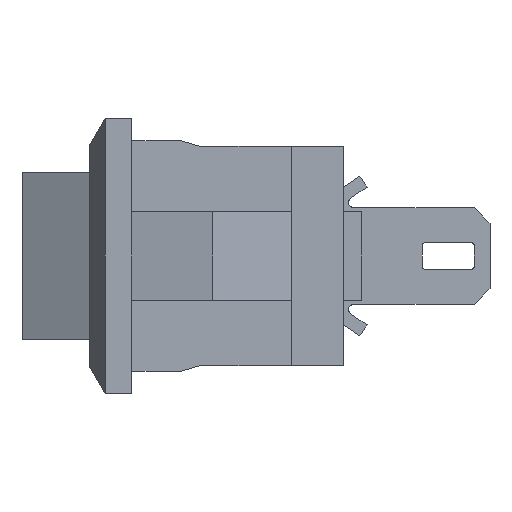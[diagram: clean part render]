
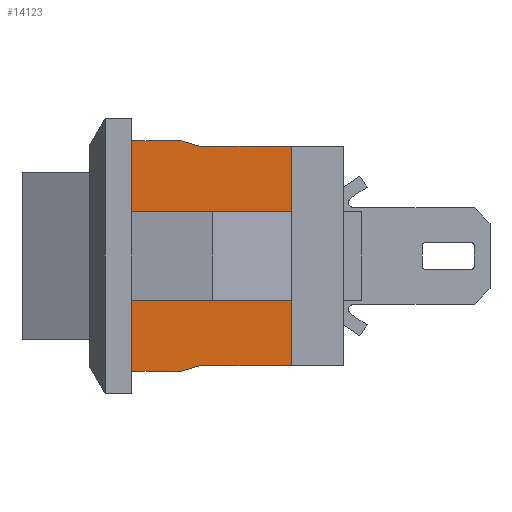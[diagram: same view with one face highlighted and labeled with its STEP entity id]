
A CAD part, left-side view. The second image highlights one B-rep face of the part: STEP entity #14123.
In plain terms, the highlighted planar face has unit normal (-1, 0, 0).
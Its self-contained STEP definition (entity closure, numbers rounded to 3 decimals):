
#34 = CARTESIAN_POINT ( 'NONE',  ( -6., -1.9, -4.4 ) ) ;
#259 = DIRECTION ( 'NONE',  ( 0., 1., 0. ) ) ;
#550 = ORIENTED_EDGE ( 'NONE', *, *, #13124, .T. ) ;
#1315 = PLANE ( 'NONE',  #3142 ) ;
#1719 = DIRECTION ( 'NONE',  ( 0., 0., -1. ) ) ;
#2139 = LINE ( 'NONE', #17286, #9465 ) ;
#2144 = VECTOR ( 'NONE', #16900, 1000. ) ;
#2347 = CARTESIAN_POINT ( 'NONE',  ( -6., -1.9, 4.4 ) ) ;
#2530 = ORIENTED_EDGE ( 'NONE', *, *, #12294, .T. ) ;
#2692 = DIRECTION ( 'NONE',  ( 0., 0., -1. ) ) ;
#3142 = AXIS2_PLACEMENT_3D ( 'NONE', #5332, #10890, #2692 ) ;
#3169 = CARTESIAN_POINT ( 'NONE',  ( -6., -6.1, -1.7 ) ) ;
#3273 = VECTOR ( 'NONE', #1719, 1000. ) ;
#3425 = LINE ( 'NONE', #9854, #17532 ) ;
#3466 = VECTOR ( 'NONE', #11804, 1000. ) ;
#3478 = EDGE_CURVE ( 'NONE', #4818, #12071, #3778, .T. ) ;
#3606 = CARTESIAN_POINT ( 'NONE',  ( -6., -6.1, -1.7 ) ) ;
#3778 = LINE ( 'NONE', #7626, #15512 ) ;
#3910 = LINE ( 'NONE', #14455, #3466 ) ;
#3988 = VERTEX_POINT ( 'NONE', #15340 ) ;
#3994 = ORIENTED_EDGE ( 'NONE', *, *, #3478, .T. ) ;
#3997 = CARTESIAN_POINT ( 'NONE',  ( -6., 0., -4.4 ) ) ;
#4316 = LINE ( 'NONE', #3606, #15177 ) ;
#4629 = ORIENTED_EDGE ( 'NONE', *, *, #5846, .F. ) ;
#4789 = VECTOR ( 'NONE', #5027, 1000. ) ;
#4818 = VERTEX_POINT ( 'NONE', #14543 ) ;
#4994 = DIRECTION ( 'NONE',  ( 0., 0., 1. ) ) ;
#5027 = DIRECTION ( 'NONE',  ( 0., 0., -1. ) ) ;
#5332 = CARTESIAN_POINT ( 'NONE',  ( -6., -8.1, -4.2 ) ) ;
#5846 = EDGE_CURVE ( 'NONE', #6203, #6578, #15645, .T. ) ;
#5981 = VERTEX_POINT ( 'NONE', #6601 ) ;
#5994 = FACE_OUTER_BOUND ( 'NONE', #9490, .T. ) ;
#6203 = VERTEX_POINT ( 'NONE', #3169 ) ;
#6306 = EDGE_CURVE ( 'NONE', #8701, #15716, #11414, .T. ) ;
#6574 = EDGE_CURVE ( 'NONE', #12646, #5981, #7568, .T. ) ;
#6578 = VERTEX_POINT ( 'NONE', #13212 ) ;
#6601 = CARTESIAN_POINT ( 'NONE',  ( -6., -6.1, 1.7 ) ) ;
#7188 = VERTEX_POINT ( 'NONE', #10539 ) ;
#7568 = LINE ( 'NONE', #17332, #10765 ) ;
#7626 = CARTESIAN_POINT ( 'NONE',  ( -6., -1.9, 4.4 ) ) ;
#7805 = DIRECTION ( 'NONE',  ( 0., 0., -1. ) ) ;
#8701 = VERTEX_POINT ( 'NONE', #15819 ) ;
#9044 = ORIENTED_EDGE ( 'NONE', *, *, #13026, .F. ) ;
#9155 = DIRECTION ( 'NONE',  ( 0., 1., 0. ) ) ;
#9465 = VECTOR ( 'NONE', #9155, 1000. ) ;
#9490 = EDGE_LOOP ( 'NONE', ( #13440, #14209, #3994, #550, #9917, #9044, #15973, #17250, #4629, #2530 ) ) ;
#9854 = CARTESIAN_POINT ( 'NONE',  ( -6., 0., -4.4 ) ) ;
#9894 = LINE ( 'NONE', #15505, #2144 ) ;
#9917 = ORIENTED_EDGE ( 'NONE', *, *, #6306, .T. ) ;
#9948 = LINE ( 'NONE', #34, #17142 ) ;
#10539 = CARTESIAN_POINT ( 'NONE',  ( -6., -2.6, -4.2 ) ) ;
#10765 = VECTOR ( 'NONE', #7805, 1000. ) ;
#10857 = DIRECTION ( 'NONE',  ( 0., 0.962, -0.275 ) ) ;
#10890 = DIRECTION ( 'NONE',  ( 1., 0., 0. ) ) ;
#11001 = EDGE_CURVE ( 'NONE', #6578, #7188, #3910, .T. ) ;
#11105 = EDGE_CURVE ( 'NONE', #7188, #3988, #9948, .T. ) ;
#11281 = CARTESIAN_POINT ( 'NONE',  ( -6., 0., -4.2 ) ) ;
#11414 = LINE ( 'NONE', #11281, #3273 ) ;
#11804 = DIRECTION ( 'NONE',  ( 0., 1., 0. ) ) ;
#12071 = VERTEX_POINT ( 'NONE', #2347 ) ;
#12294 = EDGE_CURVE ( 'NONE', #6203, #5981, #4316, .T. ) ;
#12460 = CARTESIAN_POINT ( 'NONE',  ( -6., -6.1, 4.2 ) ) ;
#12646 = VERTEX_POINT ( 'NONE', #12460 ) ;
#13026 = EDGE_CURVE ( 'NONE', #3988, #15716, #3425, .T. ) ;
#13124 = EDGE_CURVE ( 'NONE', #12071, #8701, #9894, .T. ) ;
#13212 = CARTESIAN_POINT ( 'NONE',  ( -6., -6.1, -4.2 ) ) ;
#13440 = ORIENTED_EDGE ( 'NONE', *, *, #6574, .F. ) ;
#14123 = ADVANCED_FACE ( 'NONE', ( #5994 ), #1315, .F. ) ;
#14209 = ORIENTED_EDGE ( 'NONE', *, *, #16100, .T. ) ;
#14455 = CARTESIAN_POINT ( 'NONE',  ( -6., -8.1, -4.2 ) ) ;
#14543 = CARTESIAN_POINT ( 'NONE',  ( -6., -2.6, 4.2 ) ) ;
#15177 = VECTOR ( 'NONE', #4994, 1000. ) ;
#15340 = CARTESIAN_POINT ( 'NONE',  ( -6., -1.9, -4.4 ) ) ;
#15505 = CARTESIAN_POINT ( 'NONE',  ( -6., 0., 4.4 ) ) ;
#15512 = VECTOR ( 'NONE', #17149, 1000. ) ;
#15645 = LINE ( 'NONE', #17319, #4789 ) ;
#15716 = VERTEX_POINT ( 'NONE', #3997 ) ;
#15819 = CARTESIAN_POINT ( 'NONE',  ( -6., 0., 4.4 ) ) ;
#15973 = ORIENTED_EDGE ( 'NONE', *, *, #11105, .F. ) ;
#16100 = EDGE_CURVE ( 'NONE', #12646, #4818, #2139, .T. ) ;
#16900 = DIRECTION ( 'NONE',  ( 0., 1., 0. ) ) ;
#17142 = VECTOR ( 'NONE', #10857, 1000. ) ;
#17149 = DIRECTION ( 'NONE',  ( 0., 0.962, 0.275 ) ) ;
#17250 = ORIENTED_EDGE ( 'NONE', *, *, #11001, .F. ) ;
#17286 = CARTESIAN_POINT ( 'NONE',  ( -6., -8.1, 4.2 ) ) ;
#17319 = CARTESIAN_POINT ( 'NONE',  ( -6., -6.1, -4.2 ) ) ;
#17332 = CARTESIAN_POINT ( 'NONE',  ( -6., -6.1, -4.2 ) ) ;
#17532 = VECTOR ( 'NONE', #259, 1000. ) ;
